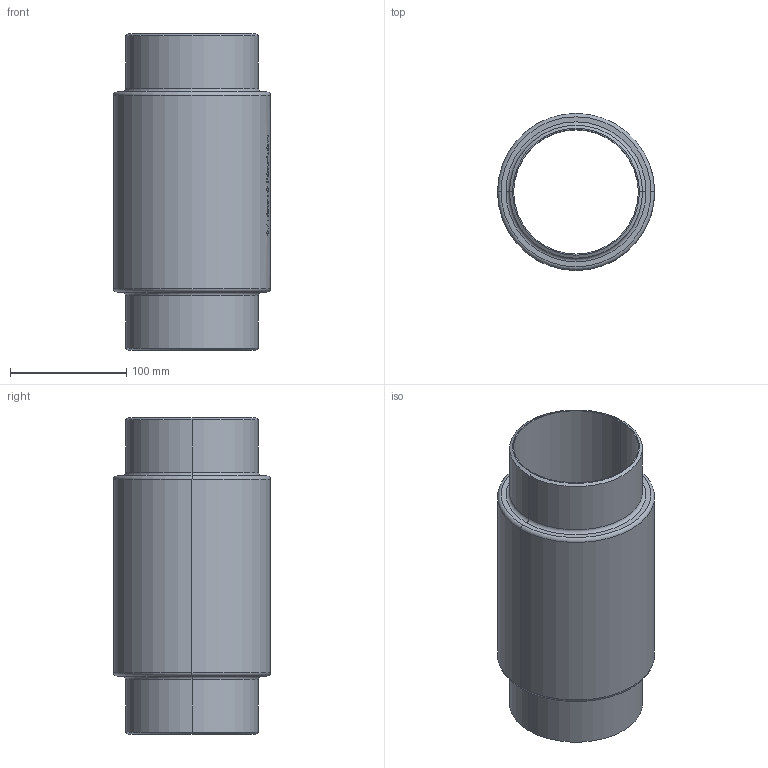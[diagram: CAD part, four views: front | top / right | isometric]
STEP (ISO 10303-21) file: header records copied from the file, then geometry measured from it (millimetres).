
FILE_DESCRIPTION (( 'STEP AP214' ), '1' );
FILE_NAME ('7110000_DN100_ PN25_51420176.STEP', '2022-03-08T06:53:50', ( 'axxx' ), ( 'Hewlett-Packard Company' ), 'SwSTEP 2.0', 'SolidWorks 2019', '' );
FILE_SCHEMA (( 'AUTOMOTIVE_DESIGN' ));
Length unit declared in the file: millimetre
Products named in the file (1): 7110000_DN100_ PN25_51420176
Bounding box: 134.9 x 134.9 x 272 mm (x, y, z)
Volume: 1030518 mm3; surface area: 213126.2 mm2
Topology: 1 solids, 1 shells, 488 faces, 1257 edges, 834 vertices
Faces by surface type: plane 247, bspline 202, cylinder 27, torus 8, cone 4
Entity records: 27222 total; most frequent: CARTESIAN_POINT 16715, ORIENTED_EDGE 2514, DIRECTION 1479, EDGE_CURVE 1257, VERTEX_POINT 834, VECTOR 707, LINE 707, EDGE_LOOP 553
